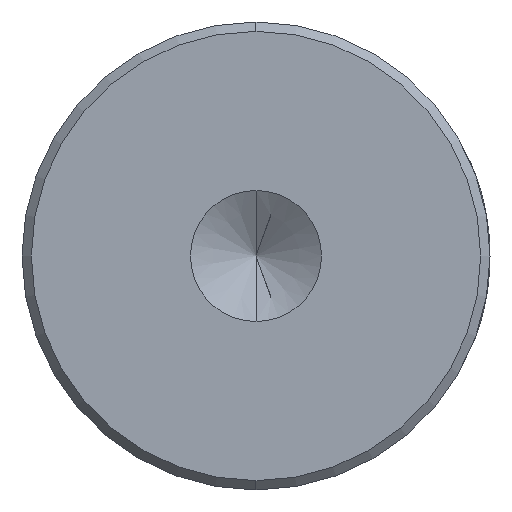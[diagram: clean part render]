
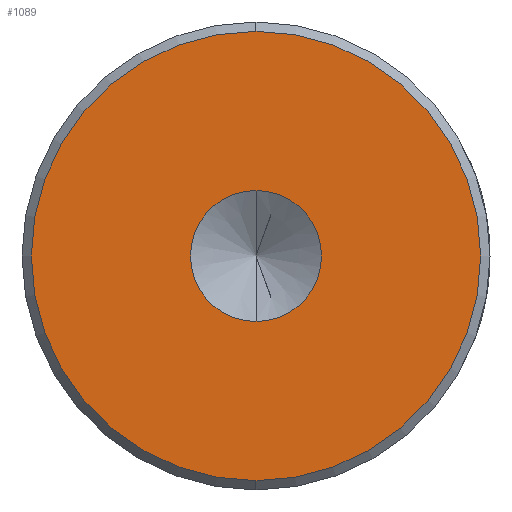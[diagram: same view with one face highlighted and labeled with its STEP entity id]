
A CAD part, left-side view. The second image highlights one B-rep face of the part: STEP entity #1089.
In plain terms, the highlighted planar face has unit normal (-1, 0, 0).
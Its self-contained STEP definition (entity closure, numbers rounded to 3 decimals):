
#22 = ORIENTED_EDGE ( 'NONE', *, *, #593, .F. ) ;
#27 = DIRECTION ( 'NONE',  ( 0., 0., 1. ) ) ;
#34 = CARTESIAN_POINT ( 'NONE',  ( 0., 0., 12.001 ) ) ;
#64 = DIRECTION ( 'NONE',  ( -1., 0., 0. ) ) ;
#104 = VERTEX_POINT ( 'NONE', #34 ) ;
#151 = EDGE_LOOP ( 'NONE', ( #22, #685 ) ) ;
#170 = PLANE ( 'NONE',  #837 ) ;
#172 = EDGE_LOOP ( 'NONE', ( #1224, #1331 ) ) ;
#355 = CARTESIAN_POINT ( 'NONE',  ( 0., 0., -3.5 ) ) ;
#377 = FACE_OUTER_BOUND ( 'NONE', #172, .T. ) ;
#404 = CIRCLE ( 'NONE', #503, 3.5 ) ;
#431 = VERTEX_POINT ( 'NONE', #355 ) ;
#458 = AXIS2_PLACEMENT_3D ( 'NONE', #1271, #658, #27 ) ;
#460 = CIRCLE ( 'NONE', #600, 12.001 ) ;
#481 = CARTESIAN_POINT ( 'NONE',  ( 0., 0., 3.5 ) ) ;
#488 = DIRECTION ( 'NONE',  ( -1., 0., 0. ) ) ;
#498 = CIRCLE ( 'NONE', #458, 3.5 ) ;
#503 = AXIS2_PLACEMENT_3D ( 'NONE', #691, #64, #789 ) ;
#507 = VERTEX_POINT ( 'NONE', #481 ) ;
#566 = CARTESIAN_POINT ( 'NONE',  ( 0., 0., 0. ) ) ;
#570 = CARTESIAN_POINT ( 'NONE',  ( 0., 0., 0. ) ) ;
#593 = EDGE_CURVE ( 'NONE', #507, #431, #498, .T. ) ;
#600 = AXIS2_PLACEMENT_3D ( 'NONE', #566, #1342, #1236 ) ;
#658 = DIRECTION ( 'NONE',  ( -1., 0., 0. ) ) ;
#659 = EDGE_CURVE ( 'NONE', #890, #104, #460, .T. ) ;
#670 = DIRECTION ( 'NONE',  ( 0., 0., 1. ) ) ;
#685 = ORIENTED_EDGE ( 'NONE', *, *, #1061, .F. ) ;
#691 = CARTESIAN_POINT ( 'NONE',  ( 0., 0., 0. ) ) ;
#778 = EDGE_CURVE ( 'NONE', #104, #890, #881, .T. ) ;
#789 = DIRECTION ( 'NONE',  ( 0., 0., 1. ) ) ;
#837 = AXIS2_PLACEMENT_3D ( 'NONE', #1096, #488, #1204 ) ;
#866 = CARTESIAN_POINT ( 'NONE',  ( 0., 0., -12.001 ) ) ;
#881 = CIRCLE ( 'NONE', #1292, 12.001 ) ;
#890 = VERTEX_POINT ( 'NONE', #866 ) ;
#920 = FACE_BOUND ( 'NONE', #151, .T. ) ;
#1061 = EDGE_CURVE ( 'NONE', #431, #507, #404, .T. ) ;
#1089 = ADVANCED_FACE ( 'NONE', ( #377, #920 ), #170, .T. ) ;
#1096 = CARTESIAN_POINT ( 'NONE',  ( 0., 0., 0. ) ) ;
#1204 = DIRECTION ( 'NONE',  ( 0., 0., 1. ) ) ;
#1224 = ORIENTED_EDGE ( 'NONE', *, *, #659, .T. ) ;
#1236 = DIRECTION ( 'NONE',  ( 0., 0., 1. ) ) ;
#1271 = CARTESIAN_POINT ( 'NONE',  ( 0., 0., 0. ) ) ;
#1286 = DIRECTION ( 'NONE',  ( -1., 0., 0. ) ) ;
#1292 = AXIS2_PLACEMENT_3D ( 'NONE', #570, #1286, #670 ) ;
#1331 = ORIENTED_EDGE ( 'NONE', *, *, #778, .T. ) ;
#1342 = DIRECTION ( 'NONE',  ( -1., 0., 0. ) ) ;
